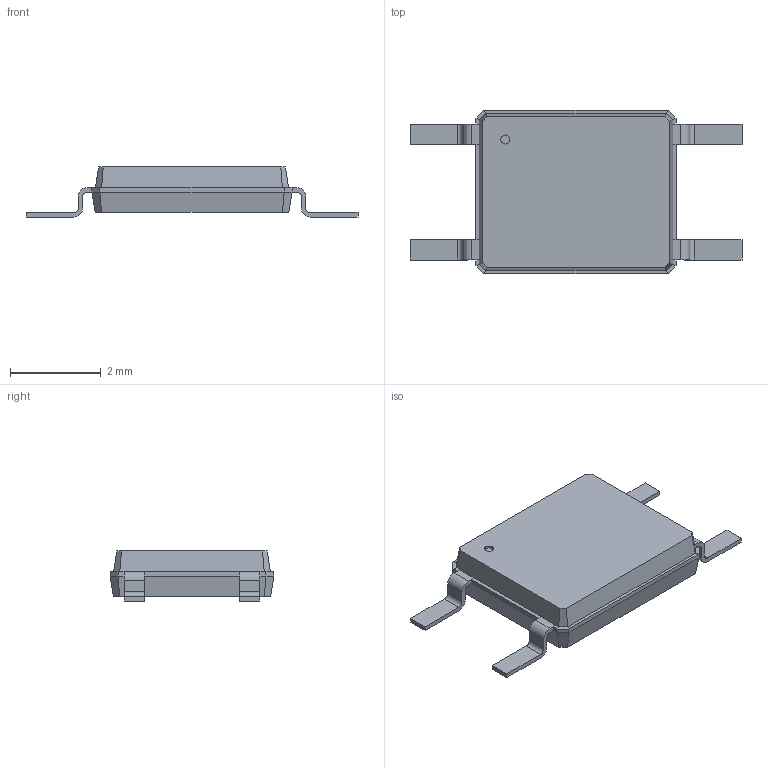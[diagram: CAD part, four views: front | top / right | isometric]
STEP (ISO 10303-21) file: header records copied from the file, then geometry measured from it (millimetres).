
FILE_DESCRIPTION(/* description */ ('model of SO-4_4.4x3.6mm_P2.54mm'),/* implementation_level */ '2;1');
FILE_NAME(/* name */ 'SO-4_4.4x3.6mm_P2.54mm.step',/* time_stamp */ '2018-11-03T20:34:37',/* author */ ('kicad StepUp','ksu'),/* organization */ ('FreeCAD'),/* preprocessor_version */ 'OCC',/* originating_system */ 'kicad StepUp',/* authorisation */ '');
FILE_SCHEMA(('AUTOMOTIVE_DESIGN { 1 0 10303 214 1 1 1 1 }'));
Length unit declared in the file: millimetre
Products named in the file (1): SO_4_44x36mm_P254mm
Bounding box: 7.3 x 3.6 x 1.1 mm (x, y, z)
Volume: 15.1 mm3; surface area: 53 mm2
Topology: 1 solids, 1 shells, 96 faces, 239 edges, 146 vertices
Faces by surface type: plane 51, bspline 28, cylinder 17
Full cylindrical faces by diameter (mm): 0.2 x1
Entity records: 1850 total; most frequent: ORIENTED_EDGE 421, EDGE_CURVE 239, CARTESIAN_POINT 189, VERTEX_POINT 146, LINE 145, FACE_BOUND 97, EDGE_LOOP 97, ADVANCED_FACE 96
